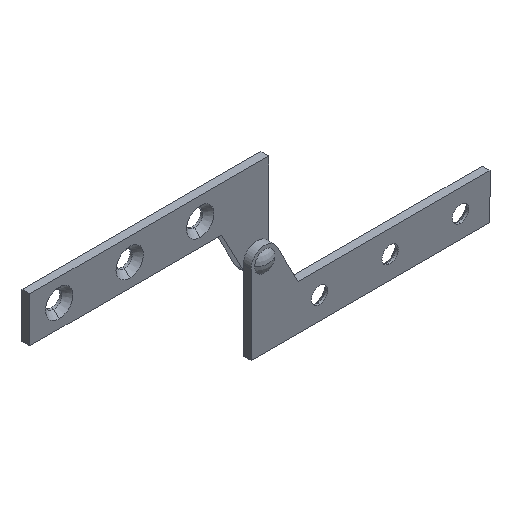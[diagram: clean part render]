
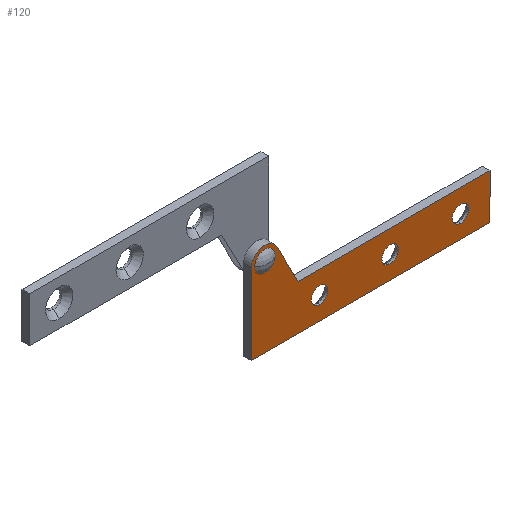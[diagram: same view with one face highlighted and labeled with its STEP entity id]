
A CAD part, isometric view. The second image highlights one B-rep face of the part: STEP entity #120.
In plain terms, the highlighted planar face has unit normal (0, -1, 0).
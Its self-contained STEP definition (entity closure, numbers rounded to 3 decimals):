
#63 = EDGE_CURVE ( 'NONE', #64, #65, #523, .T. ) ;
#64 = VERTEX_POINT ( 'NONE', #514 ) ;
#65 = VERTEX_POINT ( 'NONE', #513 ) ;
#90 = EDGE_CURVE ( 'NONE', #105, #170, #587, .T. ) ;
#91 = EDGE_LOOP ( 'NONE', ( #92, #94 ) ) ;
#92 = ORIENTED_EDGE ( 'NONE', *, *, #93, .T. ) ;
#93 = EDGE_CURVE ( 'NONE', #65, #64, #582, .T. ) ;
#94 = ORIENTED_EDGE ( 'NONE', *, *, #63, .T. ) ;
#95 = EDGE_LOOP ( 'NONE', ( #96, #153 ) ) ;
#96 = ORIENTED_EDGE ( 'NONE', *, *, #152, .T. ) ;
#97 = EDGE_LOOP ( 'NONE', ( #98, #99 ) ) ;
#98 = ORIENTED_EDGE ( 'NONE', *, *, #116, .T. ) ;
#99 = ORIENTED_EDGE ( 'NONE', *, *, #100, .T. ) ;
#100 = EDGE_CURVE ( 'NONE', #114, #117, #577, .T. ) ;
#101 = EDGE_LOOP ( 'NONE', ( #102, #106, #109, #165, #168, #171 ) ) ;
#102 = ORIENTED_EDGE ( 'NONE', *, *, #103, .F. ) ;
#103 = EDGE_CURVE ( 'NONE', #104, #105, #572, .T. ) ;
#104 = VERTEX_POINT ( 'NONE', #635 ) ;
#105 = VERTEX_POINT ( 'NONE', #634 ) ;
#106 = ORIENTED_EDGE ( 'NONE', *, *, #107, .F. ) ;
#107 = EDGE_CURVE ( 'NONE', #108, #104, #633, .T. ) ;
#108 = VERTEX_POINT ( 'NONE', #629 ) ;
#109 = ORIENTED_EDGE ( 'NONE', *, *, #110, .F. ) ;
#110 = EDGE_CURVE ( 'NONE', #164, #108, #628, .T. ) ;
#114 = VERTEX_POINT ( 'NONE', #619 ) ;
#116 = EDGE_CURVE ( 'NONE', #117, #114, #618, .T. ) ;
#117 = VERTEX_POINT ( 'NONE', #613 ) ;
#120 = ADVANCED_FACE ( 'NONE', ( #607, #606, #605, #604, #603 ), #668, .T. ) ;
#121 = EDGE_LOOP ( 'NONE', ( #122, #124 ) ) ;
#122 = ORIENTED_EDGE ( 'NONE', *, *, #123, .T. ) ;
#123 = EDGE_CURVE ( 'NONE', #2201, #2212, #663, .T. ) ;
#124 = ORIENTED_EDGE ( 'NONE', *, *, #2182, .T. ) ;
#152 = EDGE_CURVE ( 'NONE', #2214, #2216, #679, .T. ) ;
#153 = ORIENTED_EDGE ( 'NONE', *, *, #2220, .T. ) ;
#164 = VERTEX_POINT ( 'NONE', #719 ) ;
#165 = ORIENTED_EDGE ( 'NONE', *, *, #166, .F. ) ;
#166 = EDGE_CURVE ( 'NONE', #167, #164, #718, .T. ) ;
#167 = VERTEX_POINT ( 'NONE', #714 ) ;
#168 = ORIENTED_EDGE ( 'NONE', *, *, #169, .F. ) ;
#169 = EDGE_CURVE ( 'NONE', #170, #167, #713, .T. ) ;
#170 = VERTEX_POINT ( 'NONE', #709 ) ;
#171 = ORIENTED_EDGE ( 'NONE', *, *, #90, .F. ) ;
#513 = CARTESIAN_POINT ( 'NONE',  ( 50., 0., -12.4 ) ) ;
#514 = CARTESIAN_POINT ( 'NONE',  ( 50., 0., -16.6 ) ) ;
#515 = DIRECTION ( 'NONE',  ( 0., 0., 1. ) ) ;
#516 = DIRECTION ( 'NONE',  ( 0., 1., 0. ) ) ;
#517 = CARTESIAN_POINT ( 'NONE',  ( 50., 0., -14.5 ) ) ;
#518 = AXIS2_PLACEMENT_3D ( 'NONE', #517, #516, #515 ) ;
#523 = CIRCLE ( 'NONE', #518, 2.1 ) ;
#571 = CARTESIAN_POINT ( 'NONE',  ( -3.5, 0., 0. ) ) ;
#572 = LINE ( 'NONE', #571, #637 ) ;
#573 = DIRECTION ( 'NONE',  ( 0., 0., 1. ) ) ;
#574 = DIRECTION ( 'NONE',  ( 0., 1., 0. ) ) ;
#575 = CARTESIAN_POINT ( 'NONE',  ( 0., 0., 0. ) ) ;
#576 = AXIS2_PLACEMENT_3D ( 'NONE', #575, #574, #573 ) ;
#577 = CIRCLE ( 'NONE', #576, 1.05 ) ;
#578 = DIRECTION ( 'NONE',  ( 0., 0., 1. ) ) ;
#579 = DIRECTION ( 'NONE',  ( 0., 1., 0. ) ) ;
#580 = CARTESIAN_POINT ( 'NONE',  ( 50., 0., -14.5 ) ) ;
#581 = AXIS2_PLACEMENT_3D ( 'NONE', #580, #579, #578 ) ;
#582 = CIRCLE ( 'NONE', #581, 2.1 ) ;
#583 = DIRECTION ( 'NONE',  ( 0., 0., -1. ) ) ;
#584 = DIRECTION ( 'NONE',  ( 0., 1., 0. ) ) ;
#585 = CARTESIAN_POINT ( 'NONE',  ( 0., 0., 0. ) ) ;
#586 = AXIS2_PLACEMENT_3D ( 'NONE', #585, #584, #583 ) ;
#587 = CIRCLE ( 'NONE', #586, 3.5 ) ;
#603 = FACE_BOUND ( 'NONE', #95, .T. ) ;
#604 = FACE_BOUND ( 'NONE', #91, .T. ) ;
#605 = FACE_OUTER_BOUND ( 'NONE', #101, .T. ) ;
#606 = FACE_BOUND ( 'NONE', #97, .T. ) ;
#607 = FACE_BOUND ( 'NONE', #121, .T. ) ;
#613 = CARTESIAN_POINT ( 'NONE',  ( 0., 0., -1.05 ) ) ;
#614 = DIRECTION ( 'NONE',  ( 0., 0., 1. ) ) ;
#615 = DIRECTION ( 'NONE',  ( 0., 1., 0. ) ) ;
#616 = CARTESIAN_POINT ( 'NONE',  ( 0., 0., 0. ) ) ;
#617 = AXIS2_PLACEMENT_3D ( 'NONE', #616, #615, #614 ) ;
#618 = CIRCLE ( 'NONE', #617, 1.05 ) ;
#619 = CARTESIAN_POINT ( 'NONE',  ( 0., 0., 1.05 ) ) ;
#625 = DIRECTION ( 'NONE',  ( 0., 0., -1. ) ) ;
#626 = VECTOR ( 'NONE', #625, 1000. ) ;
#627 = CARTESIAN_POINT ( 'NONE',  ( 57.5, 0., -20.25 ) ) ;
#628 = LINE ( 'NONE', #627, #626 ) ;
#629 = CARTESIAN_POINT ( 'NONE',  ( 57.5, 0., -20.25 ) ) ;
#630 = DIRECTION ( 'NONE',  ( -1., 0., 0. ) ) ;
#631 = VECTOR ( 'NONE', #630, 1000. ) ;
#632 = CARTESIAN_POINT ( 'NONE',  ( -3.5, 0., -20.25 ) ) ;
#633 = LINE ( 'NONE', #632, #631 ) ;
#634 = CARTESIAN_POINT ( 'NONE',  ( -3.5, 0., 0. ) ) ;
#635 = CARTESIAN_POINT ( 'NONE',  ( -3.5, 0., -20.25 ) ) ;
#636 = DIRECTION ( 'NONE',  ( 0., 0., 1. ) ) ;
#637 = VECTOR ( 'NONE', #636, 1000. ) ;
#659 = DIRECTION ( 'NONE',  ( 0., 0., 1. ) ) ;
#660 = DIRECTION ( 'NONE',  ( 0., 1., 0. ) ) ;
#661 = CARTESIAN_POINT ( 'NONE',  ( 14., 0., -14.5 ) ) ;
#662 = AXIS2_PLACEMENT_3D ( 'NONE', #661, #660, #659 ) ;
#663 = CIRCLE ( 'NONE', #662, 2.1 ) ;
#664 = DIRECTION ( 'NONE',  ( 0., 0., -1. ) ) ;
#665 = DIRECTION ( 'NONE',  ( 0., -1., 0. ) ) ;
#666 = CARTESIAN_POINT ( 'NONE',  ( 0., 0., 0. ) ) ;
#667 = AXIS2_PLACEMENT_3D ( 'NONE', #666, #665, #664 ) ;
#668 = PLANE ( 'NONE',  #667 ) ;
#675 = DIRECTION ( 'NONE',  ( 0., 0., 1. ) ) ;
#676 = DIRECTION ( 'NONE',  ( 0., 1., 0. ) ) ;
#677 = CARTESIAN_POINT ( 'NONE',  ( 32., 0., -14.5 ) ) ;
#678 = AXIS2_PLACEMENT_3D ( 'NONE', #677, #676, #675 ) ;
#679 = CIRCLE ( 'NONE', #678, 2.1 ) ;
#709 = CARTESIAN_POINT ( 'NONE',  ( 3.105, 0., 1.616 ) ) ;
#710 = DIRECTION ( 'NONE',  ( 0.462, 0., -0.887 ) ) ;
#711 = VECTOR ( 'NONE', #710, 1000. ) ;
#712 = CARTESIAN_POINT ( 'NONE',  ( 8.5, 0., -8.75 ) ) ;
#713 = LINE ( 'NONE', #712, #711 ) ;
#714 = CARTESIAN_POINT ( 'NONE',  ( 8.5, 0., -8.75 ) ) ;
#715 = DIRECTION ( 'NONE',  ( 1., 0., 0. ) ) ;
#716 = VECTOR ( 'NONE', #715, 1000. ) ;
#717 = CARTESIAN_POINT ( 'NONE',  ( 57.5, 0., -8.75 ) ) ;
#718 = LINE ( 'NONE', #717, #716 ) ;
#719 = CARTESIAN_POINT ( 'NONE',  ( 57.5, 0., -8.75 ) ) ;
#1350 = CARTESIAN_POINT ( 'NONE',  ( 14., 0., -12.4 ) ) ;
#1368 = DIRECTION ( 'NONE',  ( 0., 0., 1. ) ) ;
#1369 = DIRECTION ( 'NONE',  ( 0., 1., 0. ) ) ;
#1370 = CARTESIAN_POINT ( 'NONE',  ( 14., 0., -14.5 ) ) ;
#1371 = AXIS2_PLACEMENT_3D ( 'NONE', #1370, #1369, #1368 ) ;
#1372 = CIRCLE ( 'NONE', #1371, 2.1 ) ;
#1379 = DIRECTION ( 'NONE',  ( 0., 0., 1. ) ) ;
#1380 = DIRECTION ( 'NONE',  ( 0., 1., 0. ) ) ;
#1381 = CARTESIAN_POINT ( 'NONE',  ( 32., 0., -14.5 ) ) ;
#1382 = AXIS2_PLACEMENT_3D ( 'NONE', #1381, #1380, #1379 ) ;
#1383 = CIRCLE ( 'NONE', #1382, 2.1 ) ;
#1384 = CARTESIAN_POINT ( 'NONE',  ( 32., 0., -16.6 ) ) ;
#1385 = CARTESIAN_POINT ( 'NONE',  ( 32., 0., -12.4 ) ) ;
#1390 = CARTESIAN_POINT ( 'NONE',  ( 14., 0., -16.6 ) ) ;
#2182 = EDGE_CURVE ( 'NONE', #2212, #2201, #1372, .T. ) ;
#2201 = VERTEX_POINT ( 'NONE', #1350 ) ;
#2212 = VERTEX_POINT ( 'NONE', #1390 ) ;
#2214 = VERTEX_POINT ( 'NONE', #1385 ) ;
#2216 = VERTEX_POINT ( 'NONE', #1384 ) ;
#2220 = EDGE_CURVE ( 'NONE', #2216, #2214, #1383, .T. ) ;
